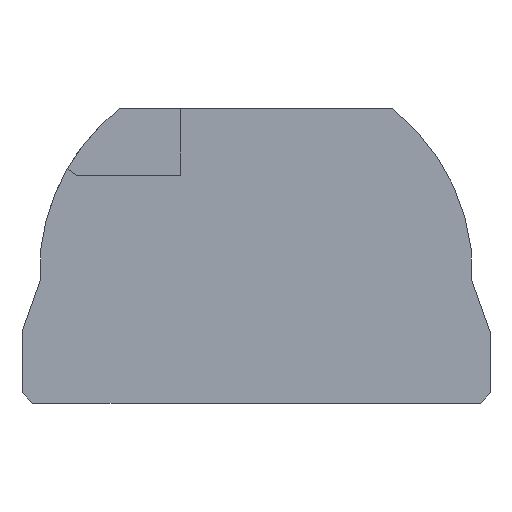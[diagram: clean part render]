
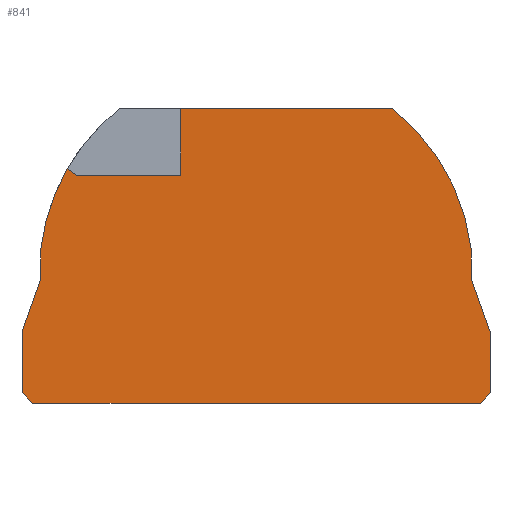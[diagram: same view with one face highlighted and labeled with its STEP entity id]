
A CAD part, front view. The second image highlights one B-rep face of the part: STEP entity #841.
In plain terms, the highlighted planar face has unit normal (0, -1, 0).
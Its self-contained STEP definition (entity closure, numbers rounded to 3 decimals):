
#318=CARTESIAN_POINT('',(-4.045,0.0,12.132));
#319=VERTEX_POINT('',#318);
#320=CARTESIAN_POINT('',(-9.575,0.0,12.132));
#321=VERTEX_POINT('',#320);
#322=CARTESIAN_POINT('',(-4.045,0.,12.132));
#323=DIRECTION('',(-1.0,0.0,0.0));
#324=VECTOR('',#323,5.53);
#325=LINE('',#322,#324);
#326=EDGE_CURVE('',#319,#321,#325,.T.);
#358=CARTESIAN_POINT('',(-10.064,0.0,12.482));
#359=VERTEX_POINT('',#358);
#360=CARTESIAN_POINT('',(-9.575,0.,12.132));
#361=DIRECTION('',(-0.814,0.,0.581));
#362=VECTOR('',#361,0.601);
#363=LINE('',#360,#362);
#364=EDGE_CURVE('',#321,#359,#363,.T.);
#389=CARTESIAN_POINT('',(-4.045,0.0,15.677));
#390=VERTEX_POINT('',#389);
#391=CARTESIAN_POINT('',(-4.045,0.,15.677));
#392=DIRECTION('',(0.0,0.0,-1.0));
#393=VECTOR('',#392,3.544);
#394=LINE('',#391,#393);
#395=EDGE_CURVE('',#390,#319,#394,.T.);
#465=CARTESIAN_POINT('',(-11.489,0.0,8.162));
#466=VERTEX_POINT('',#465);
#473=CARTESIAN_POINT('',(-0.382,0.0,6.893));
#474=DIRECTION('',(0.,1.0,0.));
#475=DIRECTION('',(-0.873,0.,0.487));
#476=AXIS2_PLACEMENT_3D('',#473,#474,#475);
#477=CIRCLE('',#476,11.179);
#478=EDGE_CURVE('',#466,#359,#477,.T.);
#488=CARTESIAN_POINT('',(11.903,0.0,0.0));
#489=VERTEX_POINT('',#488);
#490=CARTESIAN_POINT('',(-11.903,0.0,0.0));
#491=VERTEX_POINT('',#490);
#492=CARTESIAN_POINT('',(11.903,0.,0.0));
#493=DIRECTION('',(-1.0,0.0,0.0));
#494=VECTOR('',#493,23.807);
#495=LINE('',#492,#494);
#496=EDGE_CURVE('',#489,#491,#495,.T.);
#528=CARTESIAN_POINT('',(-12.481,0.0,0.577));
#529=VERTEX_POINT('',#528);
#530=CARTESIAN_POINT('',(-11.903,0.,0.));
#531=DIRECTION('',(-0.707,0.,0.707));
#532=VECTOR('',#531,0.817);
#533=LINE('',#530,#532);
#534=EDGE_CURVE('',#491,#529,#533,.T.);
#559=CARTESIAN_POINT('',(-12.481,0.0,3.838));
#560=VERTEX_POINT('',#559);
#561=CARTESIAN_POINT('',(-12.481,0.,0.577));
#562=DIRECTION('',(0.0,0.0,1.0));
#563=VECTOR('',#562,3.26);
#564=LINE('',#561,#563);
#565=EDGE_CURVE('',#529,#560,#564,.T.);
#590=CARTESIAN_POINT('',(-11.489,0.0,6.604));
#591=VERTEX_POINT('',#590);
#592=CARTESIAN_POINT('',(-12.481,0.,3.838));
#593=DIRECTION('',(0.338,0.,0.941));
#594=VECTOR('',#593,2.938);
#595=LINE('',#592,#594);
#596=EDGE_CURVE('',#560,#591,#595,.T.);
#621=CARTESIAN_POINT('',(-11.489,0.,6.604));
#622=DIRECTION('',(0.0,0.0,1.0));
#623=VECTOR('',#622,1.559);
#624=LINE('',#621,#623);
#625=EDGE_CURVE('',#591,#466,#624,.T.);
#644=CARTESIAN_POINT('',(7.216,0.0,15.677));
#645=VERTEX_POINT('',#644);
#646=CARTESIAN_POINT('',(-4.045,0.,15.677));
#647=DIRECTION('',(1.0,0.0,0.0));
#648=VECTOR('',#647,11.26);
#649=LINE('',#646,#648);
#650=EDGE_CURVE('',#390,#645,#649,.T.);
#676=CARTESIAN_POINT('',(11.407,0.0,8.162));
#677=VERTEX_POINT('',#676);
#678=CARTESIAN_POINT('',(0.301,0.0,6.893));
#679=DIRECTION('',(0.,1.0,0.));
#680=DIRECTION('',(0.873,0.,0.487));
#681=AXIS2_PLACEMENT_3D('',#678,#679,#680);
#682=CIRCLE('',#681,11.179);
#683=EDGE_CURVE('',#645,#677,#682,.T.);
#709=CARTESIAN_POINT('',(11.407,0.0,6.604));
#710=VERTEX_POINT('',#709);
#711=CARTESIAN_POINT('',(11.407,0.,8.162));
#712=DIRECTION('',(0.0,0.0,-1.0));
#713=VECTOR('',#712,1.559);
#714=LINE('',#711,#713);
#715=EDGE_CURVE('',#677,#710,#714,.T.);
#740=CARTESIAN_POINT('',(12.4,0.0,3.838));
#741=VERTEX_POINT('',#740);
#742=CARTESIAN_POINT('',(11.407,0.,6.604));
#743=DIRECTION('',(0.338,0.,-0.941));
#744=VECTOR('',#743,2.938);
#745=LINE('',#742,#744);
#746=EDGE_CURVE('',#710,#741,#745,.T.);
#771=CARTESIAN_POINT('',(12.4,0.0,0.577));
#772=VERTEX_POINT('',#771);
#773=CARTESIAN_POINT('',(12.4,0.,3.838));
#774=DIRECTION('',(0.0,0.0,-1.0));
#775=VECTOR('',#774,3.26);
#776=LINE('',#773,#775);
#777=EDGE_CURVE('',#741,#772,#776,.T.);
#802=CARTESIAN_POINT('',(12.4,0.,0.577));
#803=DIRECTION('',(-0.652,0.,-0.758));
#804=VECTOR('',#803,0.761);
#805=LINE('',#802,#804);
#806=EDGE_CURVE('',#772,#489,#805,.T.);
#819=CARTESIAN_POINT('',(-0.036,0.0,6.993));
#820=DIRECTION('',(0.0,-1.0,0.0));
#821=DIRECTION('',(1.0,0.0,0.0));
#822=AXIS2_PLACEMENT_3D('',#819,#820,#821);
#823=PLANE('',#822);
#824=ORIENTED_EDGE('',*,*,#364,.T.);
#825=ORIENTED_EDGE('',*,*,#478,.F.);
#826=ORIENTED_EDGE('',*,*,#625,.F.);
#827=ORIENTED_EDGE('',*,*,#596,.F.);
#828=ORIENTED_EDGE('',*,*,#565,.F.);
#829=ORIENTED_EDGE('',*,*,#534,.F.);
#830=ORIENTED_EDGE('',*,*,#496,.F.);
#831=ORIENTED_EDGE('',*,*,#806,.F.);
#832=ORIENTED_EDGE('',*,*,#777,.F.);
#833=ORIENTED_EDGE('',*,*,#746,.F.);
#834=ORIENTED_EDGE('',*,*,#715,.F.);
#835=ORIENTED_EDGE('',*,*,#683,.F.);
#836=ORIENTED_EDGE('',*,*,#650,.F.);
#837=ORIENTED_EDGE('',*,*,#395,.T.);
#838=ORIENTED_EDGE('',*,*,#326,.T.);
#839=EDGE_LOOP('',(#824,#825,#826,#827,#828,#829,#830,#831,#832,#833,#834,#835,#836,#837,#838));
#840=FACE_OUTER_BOUND('',#839,.T.);
#841=ADVANCED_FACE('',(#840),#823,.T.);
